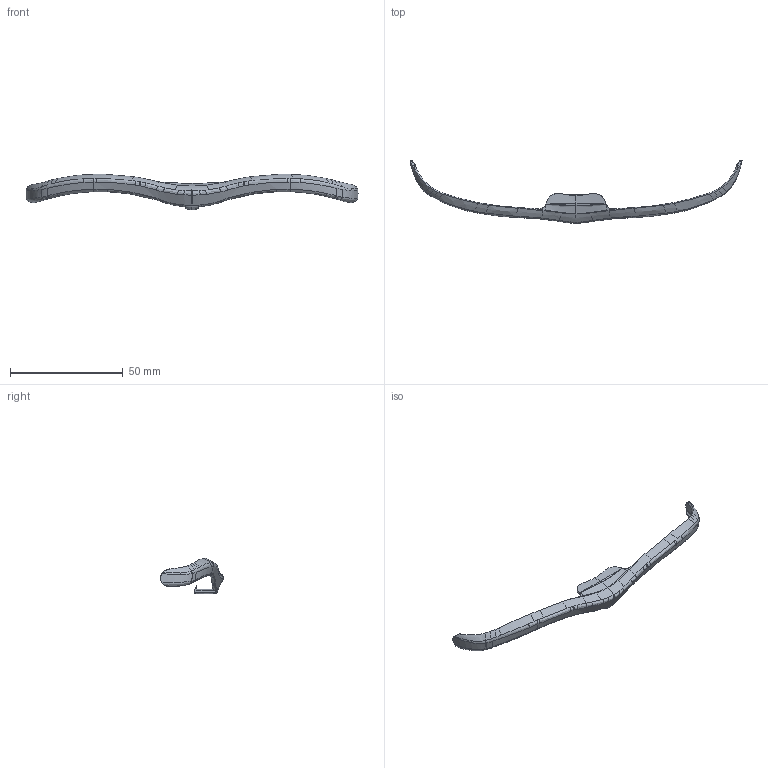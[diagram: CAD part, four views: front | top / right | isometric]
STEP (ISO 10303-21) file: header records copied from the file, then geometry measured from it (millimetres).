
FILE_DESCRIPTION(('CATIA V5 STEP Exchange'),'2;1');
FILE_NAME('FUN''IKI_MDK_ver_0.7\Rim_Cover_Sample.stp','2015-04-11T19:00:12+00:00',('none'),('none'),'CATIA Version 5 Release 21 GA (IN-10)','CATIA V5 STEP AP203','none');
FILE_SCHEMA(('CONFIG_CONTROL_DESIGN'));
Length unit declared in the file: millimetre
Products named in the file (1): FUN'IKI_MDK_ver_0.7
Bounding box: 147.54 x 27.92 x 15.74 mm (x, y, z)
Volume: 2012.2 mm3; surface area: 4277.1 mm2
Topology: 1 solids, 1 shells, 272 faces, 789 edges, 511 vertices
Faces by surface type: bspline 270, plane 2
Entity records: 22934 total; most frequent: CARTESIAN_POINT 18363, ORIENTED_EDGE 1562, EDGE_CURVE 781, B_SPLINE_CURVE_WITH_KNOTS 633, VERTEX_POINT 511, ADVANCED_FACE 272, EDGE_LOOP 272, FACE_OUTER_BOUND 272
